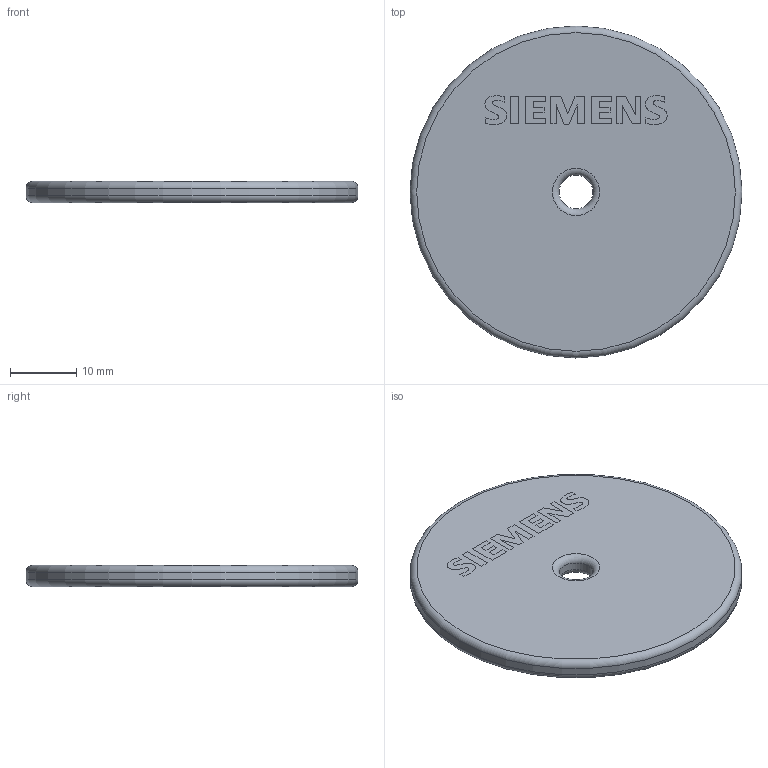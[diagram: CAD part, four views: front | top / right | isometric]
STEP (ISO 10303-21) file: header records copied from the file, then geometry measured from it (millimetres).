
FILE_DESCRIPTION(/* description */ (''),/* implementation_level */ '2;1');
FILE_NAME(/* name */ 'MDS_Dx26.stp',/* time_stamp */ '2021-04-26T12:05:29+02:00',/* author */ (''),/* organization */ (''),/* preprocessor_version */ 'ST-DEVELOPER v16.7',/* originating_system */ 'SIEMENS PLM Software NX 12.0',/* authorisation */ '');
FILE_SCHEMA (('AUTOMOTIVE_DESIGN { 1 0 10303 214 3 1 1 1 }'));
Length unit declared in the file: millimetre
Products named in the file (1): A5E51005725A_001
Bounding box: 50 x 50 x 3.2 mm (x, y, z)
Volume: 6143.5 mm3; surface area: 4291.3 mm2
Topology: 1 solids, 1 shells, 15 faces, 75 edges, 69 vertices
Faces by surface type: plane 9, torus 4, cylinder 2
Full cylindrical faces by diameter (mm): 5.1 x1, 50 x1
Entity records: 927 total; most frequent: CARTESIAN_POINT 232, ORIENTED_EDGE 138, DIRECTION 103, VERTEX_POINT 69, EDGE_CURVE 69, LINE 55, VECTOR 55, EDGE_LOOP 30
